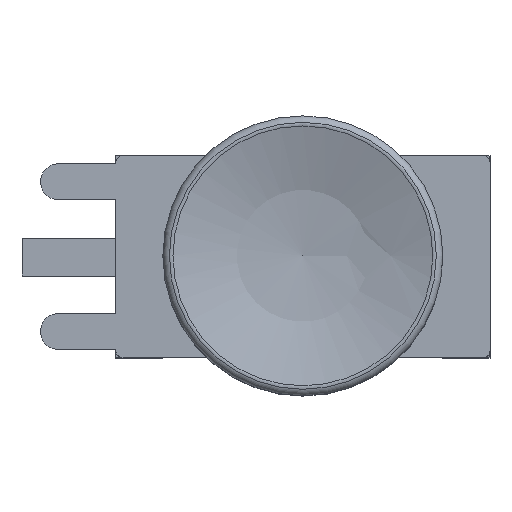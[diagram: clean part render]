
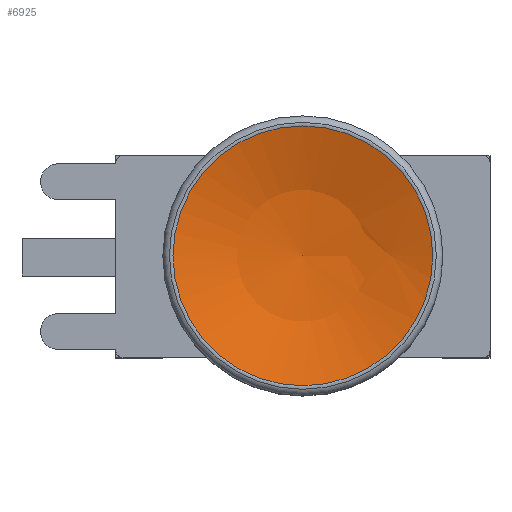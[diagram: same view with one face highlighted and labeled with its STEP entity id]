
A CAD part, top view. The second image highlights one B-rep face of the part: STEP entity #6925.
In plain terms, the highlighted spherical face has radius 12.85 mm.
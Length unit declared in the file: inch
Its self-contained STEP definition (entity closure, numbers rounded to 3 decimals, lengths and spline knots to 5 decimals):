
#90=SPHERICAL_SURFACE('',#7399,0.50591);
#396=FACE_OUTER_BOUND('',#793,.T.);
#793=EDGE_LOOP('',(#4776,#4777,#4778));
#2628=CIRCLE('',#7398,0.17352);
#2629=CIRCLE('',#7400,0.50591);
#2882=VERTEX_POINT('',#10099);
#2883=VERTEX_POINT('',#10103);
#3606=EDGE_CURVE('',#2882,#2882,#2628,.T.);
#3607=EDGE_CURVE('',#2882,#2883,#2629,.T.);
#4776=ORIENTED_EDGE('',*,*,#3606,.F.);
#4777=ORIENTED_EDGE('',*,*,#3607,.T.);
#4778=ORIENTED_EDGE('',*,*,#3607,.F.);
#6925=ADVANCED_FACE('',(#396),#90,.F.);
#7398=AXIS2_PLACEMENT_3D('',#10101,#8128,#8129);
#7399=AXIS2_PLACEMENT_3D('',#10102,#8130,#8131);
#7400=AXIS2_PLACEMENT_3D('',#10104,#8132,#8133);
#8128=DIRECTION('center_axis',(0.,0.,
-1.));
#8129=DIRECTION('ref_axis',(1.,0.,0.));
#8130=DIRECTION('center_axis',(0.,0.,
-1.));
#8131=DIRECTION('ref_axis',(-1.,0.,0.));
#8132=DIRECTION('center_axis',(0.,1.,0.));
#8133=DIRECTION('ref_axis',(1.,0.,0.));
#10099=CARTESIAN_POINT('',(0.17352,0.,1.0488));
#10101=CARTESIAN_POINT('Origin',(0.,0.,
1.0488));
#10102=CARTESIAN_POINT('Origin',(0.,0.,
1.52401));
#10103=CARTESIAN_POINT('',(0.,0.,1.01811));
#10104=CARTESIAN_POINT('Origin',(0.,0.,
1.52401));
